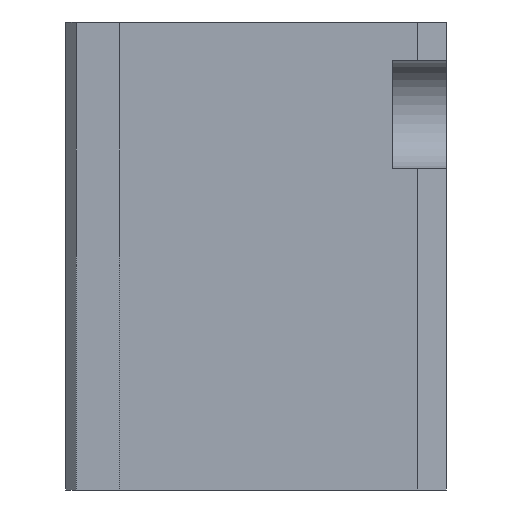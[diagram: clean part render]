
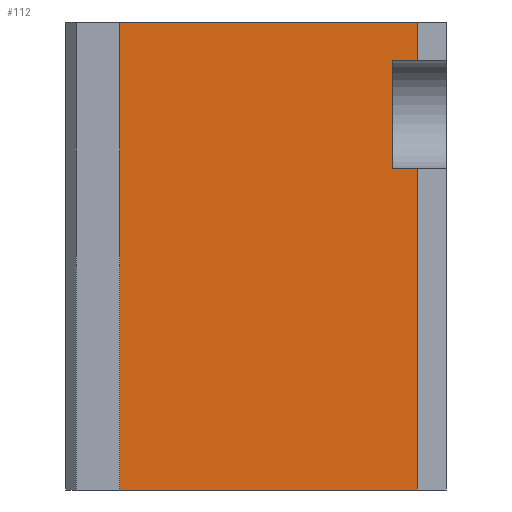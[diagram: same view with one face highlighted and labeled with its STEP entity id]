
A CAD part, left-side view. The second image highlights one B-rep face of the part: STEP entity #112.
In plain terms, the highlighted planar face has unit normal (-1, 0, 0).
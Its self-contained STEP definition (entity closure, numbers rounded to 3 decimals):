
#112 = ADVANCED_FACE( '', ( #211 ), #212, .T. );
#211 = FACE_OUTER_BOUND( '', #332, .T. );
#212 = PLANE( '', #333 );
#332 = EDGE_LOOP( '', ( #645, #646, #647, #648, #649, #650, #651, #652 ) );
#333 = AXIS2_PLACEMENT_3D( '', #653, #654, #655 );
#645 = ORIENTED_EDGE( '', *, *, #913, .T. );
#646 = ORIENTED_EDGE( '', *, *, #908, .T. );
#647 = ORIENTED_EDGE( '', *, *, #893, .T. );
#648 = ORIENTED_EDGE( '', *, *, #919, .T. );
#649 = ORIENTED_EDGE( '', *, *, #920, .T. );
#650 = ORIENTED_EDGE( '', *, *, #921, .F. );
#651 = ORIENTED_EDGE( '', *, *, #922, .T. );
#652 = ORIENTED_EDGE( '', *, *, #923, .T. );
#653 = CARTESIAN_POINT( '', ( -25.5, 2.7, 0. ) );
#654 = DIRECTION( '', ( -1., 0., 0. ) );
#655 = DIRECTION( '', ( 0., -1., 0. ) );
#893 = EDGE_CURVE( '', #1081, #1082, #1083, .T. );
#908 = EDGE_CURVE( '', #1109, #1081, #1110, .T. );
#913 = EDGE_CURVE( '', #1117, #1109, #1118, .T. );
#919 = EDGE_CURVE( '', #1082, #1127, #1128, .T. );
#920 = EDGE_CURVE( '', #1127, #1129, #1130, .T. );
#921 = EDGE_CURVE( '', #1131, #1129, #1132, .T. );
#922 = EDGE_CURVE( '', #1131, #1133, #1134, .T. );
#923 = EDGE_CURVE( '', #1133, #1117, #1135, .T. );
#1081 = VERTEX_POINT( '', #1480 );
#1082 = VERTEX_POINT( '', #1481 );
#1083 = LINE( '', #1482, #1483 );
#1109 = VERTEX_POINT( '', #1521 );
#1110 = LINE( '', #1522, #1523 );
#1117 = VERTEX_POINT( '', #1532 );
#1118 = LINE( '', #1533, #1534 );
#1127 = VERTEX_POINT( '', #1548 );
#1128 = LINE( '', #1549, #1550 );
#1129 = VERTEX_POINT( '', #1551 );
#1130 = LINE( '', #1552, #1553 );
#1131 = VERTEX_POINT( '', #1554 );
#1132 = LINE( '', #1555, #1556 );
#1133 = VERTEX_POINT( '', #1557 );
#1134 = LINE( '', #1558, #1559 );
#1135 = LINE( '', #1560, #1561 );
#1480 = CARTESIAN_POINT( '', ( -25.5, 5., 39.5 ) );
#1481 = CARTESIAN_POINT( '', ( -25.5, 2.7, 39.5 ) );
#1482 = CARTESIAN_POINT( '', ( -25.5, 3.85, 39.5 ) );
#1483 = VECTOR( '', #1803, 1. );
#1521 = CARTESIAN_POINT( '', ( -25.5, 5., 29.5 ) );
#1522 = CARTESIAN_POINT( '', ( -25.5, 5., 0. ) );
#1523 = VECTOR( '', #1822, 1. );
#1532 = CARTESIAN_POINT( '', ( -25.5, 2.7, 29.5 ) );
#1533 = CARTESIAN_POINT( '', ( -25.5, 3.85, 29.5 ) );
#1534 = VECTOR( '', #1831, 1. );
#1548 = CARTESIAN_POINT( '', ( -25.5, 2.7, 43. ) );
#1549 = CARTESIAN_POINT( '', ( -25.5, 2.7, 0. ) );
#1550 = VECTOR( '', #1837, 1. );
#1551 = CARTESIAN_POINT( '', ( -25.5, 30., 43. ) );
#1552 = CARTESIAN_POINT( '', ( -25.5, 30., 43. ) );
#1553 = VECTOR( '', #1838, 1. );
#1554 = CARTESIAN_POINT( '', ( -25.5, 30., 0. ) );
#1555 = CARTESIAN_POINT( '', ( -25.5, 30., 0. ) );
#1556 = VECTOR( '', #1839, 1. );
#1557 = CARTESIAN_POINT( '', ( -25.5, 2.7, 0. ) );
#1558 = CARTESIAN_POINT( '', ( -25.5, 30., 0. ) );
#1559 = VECTOR( '', #1840, 1. );
#1560 = CARTESIAN_POINT( '', ( -25.5, 2.7, 0. ) );
#1561 = VECTOR( '', #1841, 1. );
#1803 = DIRECTION( '', ( 0., -1., 0. ) );
#1822 = DIRECTION( '', ( 0., 0., 1. ) );
#1831 = DIRECTION( '', ( 0., 1., 0. ) );
#1837 = DIRECTION( '', ( 0., 0., 1. ) );
#1838 = DIRECTION( '', ( 0., 1., 0. ) );
#1839 = DIRECTION( '', ( 0., 0., 1. ) );
#1840 = DIRECTION( '', ( 0., -1., 0. ) );
#1841 = DIRECTION( '', ( 0., 0., 1. ) );
